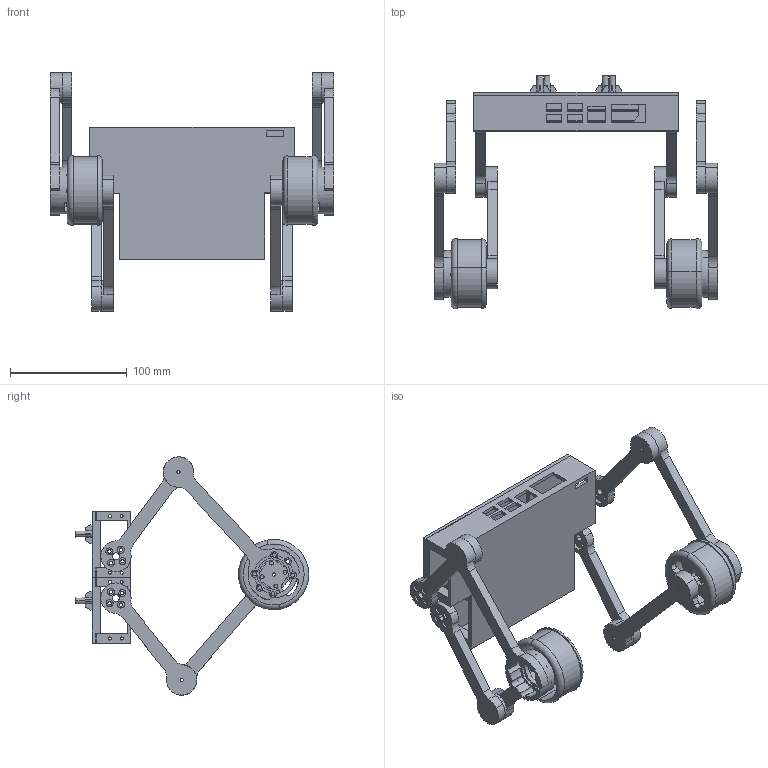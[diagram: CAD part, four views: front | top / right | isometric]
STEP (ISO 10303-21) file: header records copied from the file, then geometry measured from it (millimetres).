
FILE_DESCRIPTION (( 'STEP AP214' ), '1' );
FILE_NAME ('Case.STEP', '2025-03-02T07:04:14', ( '' ), ( '' ), 'SwSTEP 2.0', 'SolidWorks 2025', '' );
FILE_SCHEMA (( 'AUTOMOTIVE_DESIGN' ));
Length unit declared in the file: millimetre
Products named in the file (9): Arm2; Arm1; Arm4; Base1; Arm3; Motor-Case; Bear; Case; Base2
Assembly tree (18 placements, depth 2):
  Case
    Base2
    Base1
    Arm1  x2
    Arm2  x2
    Arm3  x2
    Arm4  x2
    Motor-Case  x2
    Bear  x6
Bounding box: 243 x 200.29 x 204.37 mm (x, y, z)
Volume: 352905.2 mm3; surface area: 201455.6 mm2
Topology: 96 solids, 96 shells, 1155 faces, 3187 edges, 2125 vertices
Faces by surface type: cylinder 497, plane 430, sphere 144, torus 44, cone 40
Entity records: 21974 total; most frequent: CARTESIAN_POINT 3894, DIRECTION 3801, ORIENTED_EDGE 3590, EDGE_CURVE 1795, AXIS2_PLACEMENT_3D 1394, VERTEX_POINT 1199, LINE 1013, VECTOR 1013
